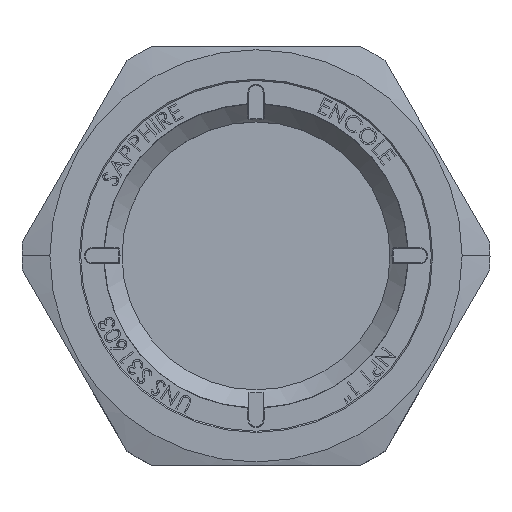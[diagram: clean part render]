
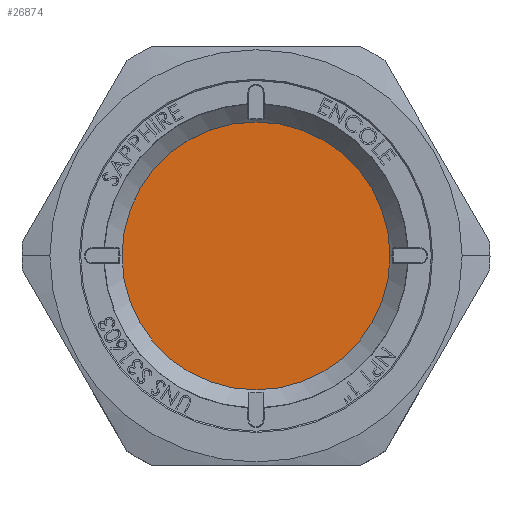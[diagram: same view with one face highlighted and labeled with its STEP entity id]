
A CAD part, top view. The second image highlights one B-rep face of the part: STEP entity #26874.
In plain terms, the highlighted planar face has unit normal (0, 0, 1).
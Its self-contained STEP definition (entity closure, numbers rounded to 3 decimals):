
#1812 = DIRECTION ( 'NONE',  ( 0., 0., 1. ) ) ;
#1813 = VERTEX_POINT ( 'NONE', #19034 ) ;
#2248 = PLANE ( 'NONE',  #8213 ) ;
#5551 = CARTESIAN_POINT ( 'NONE',  ( 0., 0., -3.175 ) ) ;
#6366 = AXIS2_PLACEMENT_3D ( 'NONE', #5551, #23726, #14629 ) ;
#8213 = AXIS2_PLACEMENT_3D ( 'NONE', #24915, #1812, #22811 ) ;
#8744 = CIRCLE ( 'NONE', #6366, 15.583 ) ;
#10722 = AXIS2_PLACEMENT_3D ( 'NONE', #28973, #24196, #17329 ) ;
#11428 = ORIENTED_EDGE ( 'NONE', *, *, #15807, .F. ) ;
#12205 = CARTESIAN_POINT ( 'NONE',  ( 0., 15.583, -3.175 ) ) ;
#14629 = DIRECTION ( 'NONE',  ( 0., 1., 0. ) ) ;
#15807 = EDGE_CURVE ( 'NONE', #1813, #22705, #23572, .T. ) ;
#17329 = DIRECTION ( 'NONE',  ( 0., 1., 0. ) ) ;
#18338 = FACE_OUTER_BOUND ( 'NONE', #29182, .T. ) ;
#19034 = CARTESIAN_POINT ( 'NONE',  ( 0., -15.583, -3.175 ) ) ;
#22705 = VERTEX_POINT ( 'NONE', #12205 ) ;
#22811 = DIRECTION ( 'NONE',  ( 0., -1., 0. ) ) ;
#23572 = CIRCLE ( 'NONE', #10722, 15.583 ) ;
#23726 = DIRECTION ( 'NONE',  ( 0., 0., -1. ) ) ;
#24196 = DIRECTION ( 'NONE',  ( 0., 0., -1. ) ) ;
#24915 = CARTESIAN_POINT ( 'NONE',  ( 0., 0., -3.175 ) ) ;
#26874 = ADVANCED_FACE ( 'NONE', ( #18338 ), #2248, .T. ) ;
#27042 = ORIENTED_EDGE ( 'NONE', *, *, #28452, .F. ) ;
#28452 = EDGE_CURVE ( 'NONE', #22705, #1813, #8744, .T. ) ;
#28973 = CARTESIAN_POINT ( 'NONE',  ( 0., 0., -3.175 ) ) ;
#29182 = EDGE_LOOP ( 'NONE', ( #27042, #11428 ) ) ;
